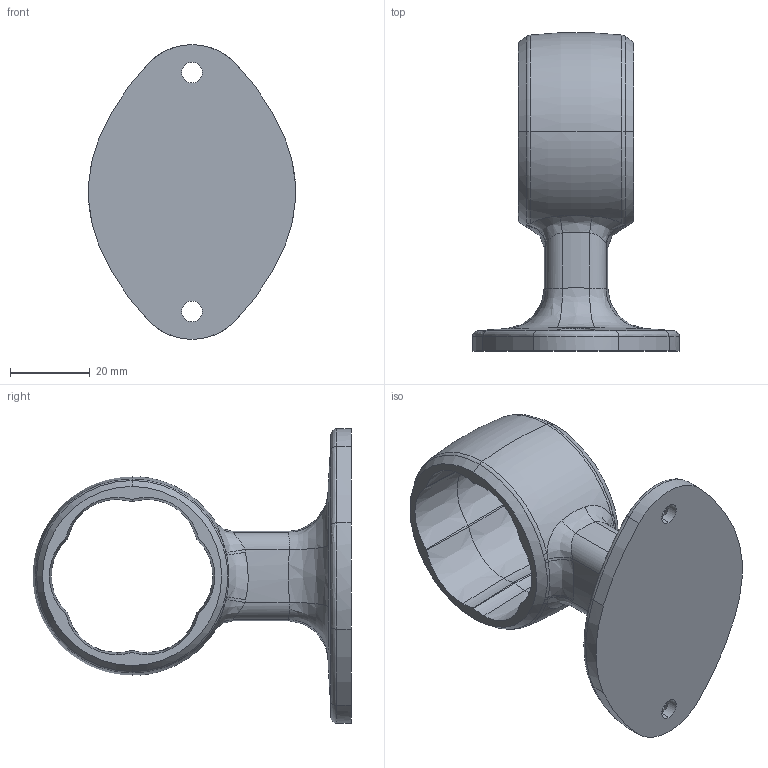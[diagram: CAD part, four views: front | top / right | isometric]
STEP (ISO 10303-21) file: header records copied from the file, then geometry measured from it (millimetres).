
FILE_DESCRIPTION (( 'STEP AP203' ), '1' );
FILE_NAME ('sone3D.STEP', '2014-10-03T04:57:34', ( '' ), ( '' ), 'SwSTEP 2.0', 'SolidWorks 2012', '' );
FILE_SCHEMA (( 'CONFIG_CONTROL_DESIGN' ));
Length unit declared in the file: millimetre
Products named in the file (1): sone3D
Bounding box: 51.93 x 79.9 x 74 mm (x, y, z)
Volume: 43566.1 mm3; surface area: 16331.9 mm2
Topology: 1 solids, 1 shells, 115 faces, 269 edges, 157 vertices
Faces by surface type: bspline 39, cone 38, cylinder 26, torus 9, plane 3
Entity records: 5258 total; most frequent: CARTESIAN_POINT 2765, ORIENTED_EDGE 538, DIRECTION 474, EDGE_CURVE 269, AXIS2_PLACEMENT_3D 205, VERTEX_POINT 157, CIRCLE 128, EDGE_LOOP 122
